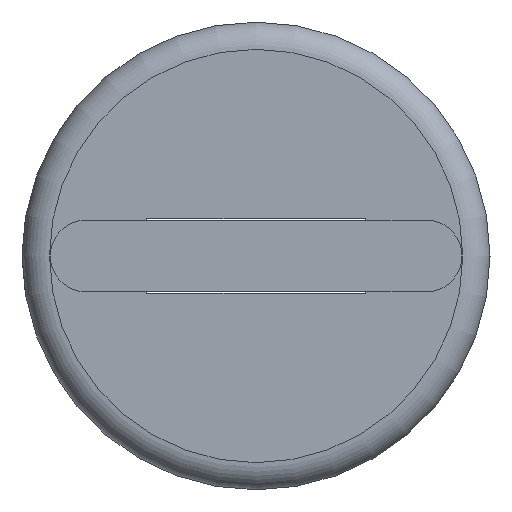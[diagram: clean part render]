
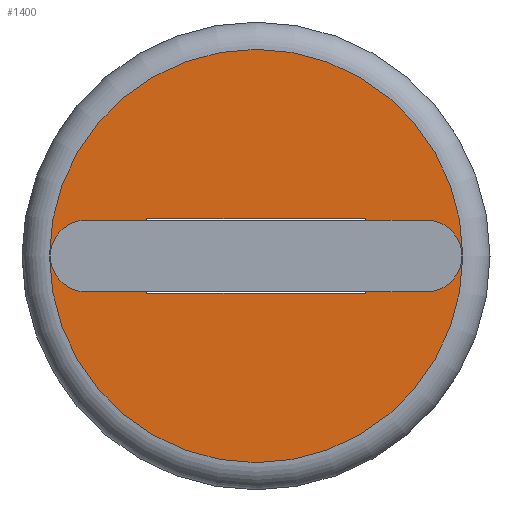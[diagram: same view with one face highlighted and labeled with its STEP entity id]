
A CAD part, left-side view. The second image highlights one B-rep face of the part: STEP entity #1400.
In plain terms, the highlighted planar face has unit normal (-1, 0, 0).
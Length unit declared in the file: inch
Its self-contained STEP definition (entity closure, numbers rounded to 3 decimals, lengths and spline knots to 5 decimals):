
#107 = DIRECTION ( 'NONE',  ( 1., 0., 0. ) ) ;
#132 = CARTESIAN_POINT ( 'NONE',  ( -0.0315, -0.22, -0.065 ) ) ;
#141 = LINE ( 'NONE', #425, #1641 ) ;
#191 = LINE ( 'NONE', #1317, #729 ) ;
#236 = LINE ( 'NONE', #323, #966 ) ;
#240 = VERTEX_POINT ( 'NONE', #882 ) ;
#258 = DIRECTION ( 'NONE',  ( 0., 0., 1. ) ) ;
#261 = DIRECTION ( 'NONE',  ( 1., 0., 0. ) ) ;
#289 = EDGE_CURVE ( 'NONE', #1714, #1412, #236, .T. ) ;
#290 = AXIS2_PLACEMENT_3D ( 'NONE', #1011, #107, #2286 ) ;
#323 = CARTESIAN_POINT ( 'NONE',  ( -0.0315, 0.162, -0.065 ) ) ;
#397 = EDGE_CURVE ( 'NONE', #1412, #1485, #191, .T. ) ;
#409 = CARTESIAN_POINT ( 'NONE',  ( -0.0315, 0.162, -0.065 ) ) ;
#425 = CARTESIAN_POINT ( 'NONE',  ( -0.0315, 0.162, 0.065 ) ) ;
#554 = EDGE_LOOP ( 'NONE', ( #1437, #2196, #1213, #2139 ) ) ;
#729 = VECTOR ( 'NONE', #1730, 39.37008 ) ;
#882 = CARTESIAN_POINT ( 'NONE',  ( -0.0315, 0.162, 0.065 ) ) ;
#965 = EDGE_CURVE ( 'NONE', #1248, #1248, #2192, .T. ) ;
#966 = VECTOR ( 'NONE', #2036, 39.37008 ) ;
#1001 = EDGE_LOOP ( 'NONE', ( #1042 ) ) ;
#1011 = CARTESIAN_POINT ( 'NONE',  ( -0.0315, -0.029, 0. ) ) ;
#1042 = ORIENTED_EDGE ( 'NONE', *, *, #965, .F. ) ;
#1086 = CARTESIAN_POINT ( 'NONE',  ( -0.0315, 0.3315, 0. ) ) ;
#1134 = VECTOR ( 'NONE', #258, 39.37008 ) ;
#1144 = AXIS2_PLACEMENT_3D ( 'NONE', #1802, #261, #1231 ) ;
#1213 = ORIENTED_EDGE ( 'NONE', *, *, #1291, .T. ) ;
#1231 = DIRECTION ( 'NONE',  ( 0., 1., 0. ) ) ;
#1248 = VERTEX_POINT ( 'NONE', #1086 ) ;
#1275 = EDGE_CURVE ( 'NONE', #240, #1485, #141, .T. ) ;
#1291 = EDGE_CURVE ( 'NONE', #1714, #240, #2369, .T. ) ;
#1300 = PLANE ( 'NONE',  #290 ) ;
#1317 = CARTESIAN_POINT ( 'NONE',  ( -0.0315, -0.22, -0.065 ) ) ;
#1400 = ADVANCED_FACE ( 'NONE', ( #1442, #1614 ), #1300, .F. ) ;
#1412 = VERTEX_POINT ( 'NONE', #132 ) ;
#1437 = ORIENTED_EDGE ( 'NONE', *, *, #397, .F. ) ;
#1442 = FACE_BOUND ( 'NONE', #554, .T. ) ;
#1485 = VERTEX_POINT ( 'NONE', #2067 ) ;
#1569 = DIRECTION ( 'NONE',  ( 0., -1., 0. ) ) ;
#1614 = FACE_OUTER_BOUND ( 'NONE', #1001, .T. ) ;
#1641 = VECTOR ( 'NONE', #1569, 39.37008 ) ;
#1714 = VERTEX_POINT ( 'NONE', #2003 ) ;
#1730 = DIRECTION ( 'NONE',  ( 0., 0., 1. ) ) ;
#1802 = CARTESIAN_POINT ( 'NONE',  ( -0.0315, -0.029, 0. ) ) ;
#2003 = CARTESIAN_POINT ( 'NONE',  ( -0.0315, 0.162, -0.065 ) ) ;
#2036 = DIRECTION ( 'NONE',  ( 0., -1., 0. ) ) ;
#2067 = CARTESIAN_POINT ( 'NONE',  ( -0.0315, -0.22, 0.065 ) ) ;
#2139 = ORIENTED_EDGE ( 'NONE', *, *, #1275, .T. ) ;
#2192 = CIRCLE ( 'NONE', #1144, 0.3605 ) ;
#2196 = ORIENTED_EDGE ( 'NONE', *, *, #289, .F. ) ;
#2286 = DIRECTION ( 'NONE',  ( 0., 1., 0. ) ) ;
#2369 = LINE ( 'NONE', #409, #1134 ) ;
